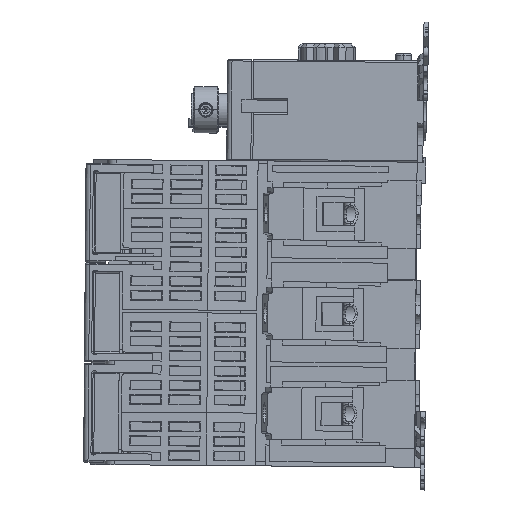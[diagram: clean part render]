
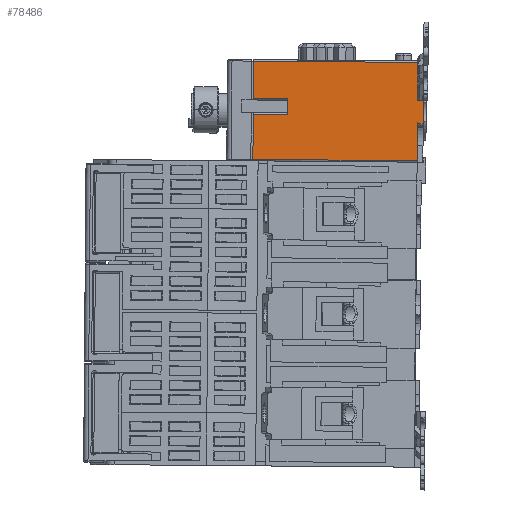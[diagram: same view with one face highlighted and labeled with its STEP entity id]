
A CAD part, left-side view. The second image highlights one B-rep face of the part: STEP entity #78486.
In plain terms, the highlighted planar face has unit normal (-1, 0, 0).
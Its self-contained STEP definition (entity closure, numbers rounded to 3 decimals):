
#1006=DIRECTION('',(0.,0.008,-1.));
#1007=VECTOR('',#1006,7.9);
#1008=CARTESIAN_POINT('',(-72.905,32.466,64.958));
#1009=LINE('',#1008,#1007);
#2134=DIRECTION('',(0.,0.008,-1.));
#2135=VECTOR('',#2134,13.05);
#2136=CARTESIAN_POINT('',(-72.905,34.53,57.075));
#2137=LINE('',#2136,#2135);
#3823=DIRECTION('',(0.,0.008,-1.));
#3824=VECTOR('',#3823,5.565);
#3825=CARTESIAN_POINT('',(-72.905,34.42,70.539));
#3826=LINE('',#3825,#3824);
#4616=DIRECTION('',(0.,0.008,-1.));
#4617=VECTOR('',#4616,6.515);
#4618=CARTESIAN_POINT('',(-72.905,34.359,78.024));
#4619=LINE('',#4618,#4617);
#4663=DIRECTION('',(0.,-0.008,1.));
#4664=VECTOR('',#4663,0.971);
#4665=CARTESIAN_POINT('',(-72.905,34.42,70.539));
#4666=LINE('',#4665,#4664);
#4667=DIRECTION('',(0.,1.,0.008));
#4668=VECTOR('',#4667,56.8);
#4669=CARTESIAN_POINT('',(-72.905,34.637,44.025));
#4670=LINE('',#4669,#4668);
#4671=DIRECTION('',(0.,0.008,-1.));
#4672=VECTOR('',#4671,15.65);
#4673=CARTESIAN_POINT('',(-72.905,91.307,60.139));
#4674=LINE('',#4673,#4672);
#4675=DIRECTION('',(0.,1.,0.008));
#4676=VECTOR('',#4675,11.8);
#4677=CARTESIAN_POINT('',(-72.905,79.508,60.043));
#4678=LINE('',#4677,#4676);
#4679=DIRECTION('',(0.,0.008,-1.));
#4680=VECTOR('',#4679,5.4);
#4681=CARTESIAN_POINT('',(-72.905,79.463,65.443));
#4682=LINE('',#4681,#4680);
#4683=DIRECTION('',(0.,-1.,-0.008));
#4684=VECTOR('',#4683,11.8);
#4685=CARTESIAN_POINT('',(-72.905,91.263,65.539));
#4686=LINE('',#4685,#4684);
#4687=DIRECTION('',(0.,0.008,-1.));
#4688=VECTOR('',#4687,12.95);
#4689=CARTESIAN_POINT('',(-72.905,91.157,78.489));
#4690=LINE('',#4689,#4688);
#4691=DIRECTION('',(0.,-1.,-0.008));
#4692=VECTOR('',#4691,2.);
#4693=CARTESIAN_POINT('',(-72.905,34.466,64.974));
#4694=LINE('',#4693,#4692);
#4784=DIRECTION('',(0.,1.,0.008));
#4785=VECTOR('',#4784,2.);
#4786=CARTESIAN_POINT('',(-72.905,32.531,57.058));
#4787=LINE('',#4786,#4785);
#32136=DIRECTION('',(0.,1.,0.008));
#32137=VECTOR('',#32136,56.8);
#32138=CARTESIAN_POINT('',(-72.905,34.359,
78.024));
#32139=LINE('',#32138,#32137);
#59051=CARTESIAN_POINT('',(-72.905,32.531,
57.058));
#59052=CARTESIAN_POINT('',(-72.905,34.53,
57.075));
#59053=VERTEX_POINT('',#59051);
#59054=VERTEX_POINT('',#59052);
#59089=CARTESIAN_POINT('',(-72.905,34.637,
44.025));
#59090=VERTEX_POINT('',#59089);
#59125=CARTESIAN_POINT('',(-72.905,32.466,
64.958));
#59126=VERTEX_POINT('',#59125);
#59127=CARTESIAN_POINT('',(-72.905,34.466,
64.974));
#59128=VERTEX_POINT('',#59127);
#59130=CARTESIAN_POINT('',(-72.905,34.359,
78.024));
#59132=VERTEX_POINT('',#59130);
#61621=CARTESIAN_POINT('',(-72.905,91.435,
44.49));
#61623=VERTEX_POINT('',#61621);
#61625=CARTESIAN_POINT('',(-72.905,79.508,
60.043));
#61627=VERTEX_POINT('',#61625);
#61628=CARTESIAN_POINT('',(-72.905,79.463,
65.443));
#61629=VERTEX_POINT('',#61628);
#61632=CARTESIAN_POINT('',(-72.905,91.307,
60.139));
#61633=VERTEX_POINT('',#61632);
#61634=CARTESIAN_POINT('',(-72.905,91.263,
65.539));
#61635=VERTEX_POINT('',#61634);
#61636=CARTESIAN_POINT('',(-72.905,91.157,
78.489));
#61637=VERTEX_POINT('',#61636);
#67898=CARTESIAN_POINT('',(-72.905,34.42,
70.539));
#67899=CARTESIAN_POINT('',(-72.905,34.412,
71.509));
#67900=VERTEX_POINT('',#67898);
#67901=VERTEX_POINT('',#67899);
#78456=CARTESIAN_POINT('',(-72.905,49.248,
61.145));
#78457=DIRECTION('',(1.,0.,0.));
#78458=DIRECTION('',(0.,1.,0.008));
#78459=AXIS2_PLACEMENT_3D('',#78456,#78457,#78458);
#78460=PLANE('',#78459);
#78461=ORIENTED_EDGE('',*,*,#78442,.F.);
#78462=ORIENTED_EDGE('',*,*,#77266,.T.);
#78464=ORIENTED_EDGE('',*,*,#78463,.T.);
#78465=ORIENTED_EDGE('',*,*,#74688,.T.);
#78467=ORIENTED_EDGE('',*,*,#78466,.T.);
#78468=ORIENTED_EDGE('',*,*,#75311,.T.);
#78470=ORIENTED_EDGE('',*,*,#78469,.T.);
#78472=ORIENTED_EDGE('',*,*,#78471,.F.);
#78474=ORIENTED_EDGE('',*,*,#78473,.F.);
#78476=ORIENTED_EDGE('',*,*,#78475,.F.);
#78478=ORIENTED_EDGE('',*,*,#78477,.F.);
#78480=ORIENTED_EDGE('',*,*,#78479,.F.);
#78482=ORIENTED_EDGE('',*,*,#78481,.F.);
#78483=ORIENTED_EDGE('',*,*,#78396,.T.);
#78484=EDGE_LOOP('',(#78461,#78462,#78464,#78465,#78467,#78468,#78470,#78472,
#78474,#78476,#78478,#78480,#78482,#78483));
#78485=FACE_OUTER_BOUND('',#78484,.F.);
#74688=EDGE_CURVE('',#59126,#59053,#1009,.T.);
#75311=EDGE_CURVE('',#59054,#59090,#2137,.T.);
#77266=EDGE_CURVE('',#67900,#59128,#3826,.T.);
#78396=EDGE_CURVE('',#59132,#67901,#4619,.T.);
#78442=EDGE_CURVE('',#67900,#67901,#4666,.T.);
#78463=EDGE_CURVE('',#59128,#59126,#4694,.T.);
#78466=EDGE_CURVE('',#59053,#59054,#4787,.T.);
#78469=EDGE_CURVE('',#59090,#61623,#4670,.T.);
#78471=EDGE_CURVE('',#61633,#61623,#4674,.T.);
#78473=EDGE_CURVE('',#61627,#61633,#4678,.T.);
#78475=EDGE_CURVE('',#61629,#61627,#4682,.T.);
#78477=EDGE_CURVE('',#61635,#61629,#4686,.T.);
#78479=EDGE_CURVE('',#61637,#61635,#4690,.T.);
#78481=EDGE_CURVE('',#59132,#61637,#32139,.T.);
#78486=ADVANCED_FACE('',(#78485),#78460,.F.);
